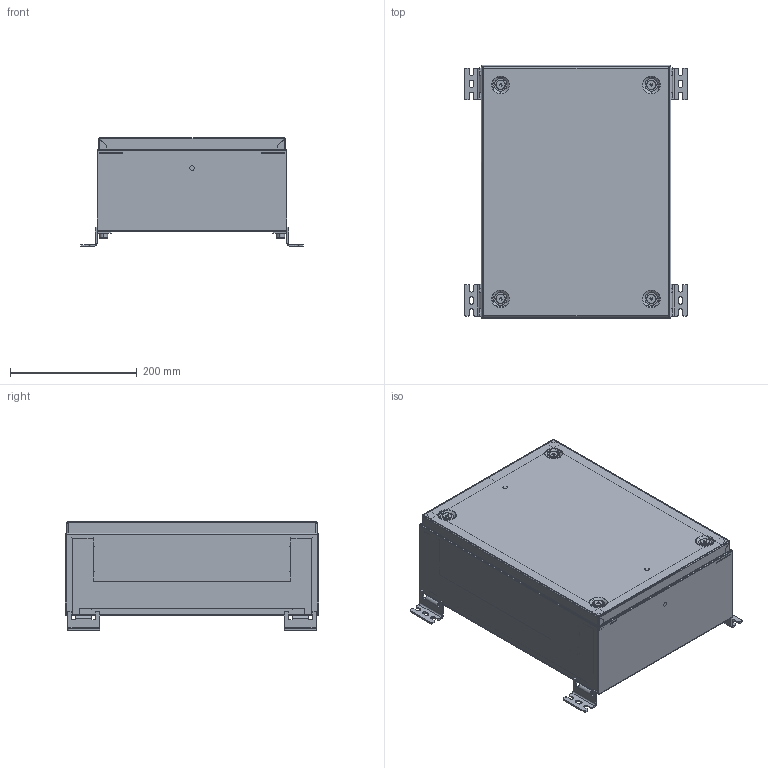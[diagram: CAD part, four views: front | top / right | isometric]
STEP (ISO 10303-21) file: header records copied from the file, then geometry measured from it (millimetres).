
FILE_DESCRIPTION (( 'STEP AP214' ), '1' );
FILE_NAME ('ÊÒ.313.415 Êëåììíàÿ êîðîáêà W300H400D150.STEP', '2024-04-25T04:14:22', ( '' ), ( '' ), 'SwSTEP 2.0', 'SolidWorks 2021', '' );
FILE_SCHEMA (( 'AUTOMOTIVE_DESIGN' ));
Length unit declared in the file: millimetre
Products named in the file (15): ÊÒ.313.415.10.03 Ðàìà ìîíòàæíîé ïàíåëè; Øïèëüêà ïðèâàðíàÿ Ì6õ16; 471.100 Íàñòåííîå êðåïëåíèå; ÊÒ.313.415 Êëåììíàÿ êîðîáêà W300H400D150; 室.313.415.10.02 署赅 蚜 W300D150.SLDPRT; Çàêëåïêà ðåçüáîâàÿ Ì8 øåñòèãðàííàÿ ñ óìåíüøåííûì áîðòîì; 妈眚 DIN 912-󋔊0-Zn; ÊÒ.313.415 ÑÁ Êàðêàñ øêàôà; Ãàñêåòèíã W300H400; Çàêëåïêà ðåçüáîâàÿ Ì6 øåñòèãðàííàÿ ñ óìåíüøåííûì áîðòîì; ÊÒ.313.415.20.00 Êðûøêà ïåðåäíÿÿ ÑÁ; Âèíò Ì6õ25 ìåáåëüíûé; ÊÒ.313.415.20.01 Êðûøêà äâåðíàÿ W300H400; ÊÒ.313.415.10.01 Êîðïóñ øêàôà W300H400D150; 室.313.415.10.02 署赅 W300D150
Assembly tree (33 placements, depth 4):
  ÊÒ.313.415 Êëåììíàÿ êîðîáêà W300H400D150
    ÊÒ.313.415 ÑÁ Êàðêàñ øêàôà
      ÊÒ.313.415.10.01 Êîðïóñ øêàôà W300H400D150
      室.313.415.10.02 署赅 蚜 W300D150.SLDPRT  x2
        室.313.415.10.02 署赅 W300D150
        Øïèëüêà ïðèâàðíàÿ Ì6õ16
      ÊÒ.313.415.10.03 Ðàìà ìîíòàæíîé ïàíåëè  x2
    ÊÒ.313.415.20.00 Êðûøêà ïåðåäíÿÿ ÑÁ
      ÊÒ.313.415.20.01 Êðûøêà äâåðíàÿ W300H400
      Ãàñêåòèíã W300H400
      Øïèëüêà ïðèâàðíàÿ Ì6õ16  x2
    Çàêëåïêà ðåçüáîâàÿ Ì8 øåñòèãðàííàÿ ñ óìåíüøåííûì áîðòîì  x4
    471.100 Íàñòåííîå êðåïëåíèå  x4
    妈眚 DIN 912-󋔊0-Zn  x4
    Âèíò Ì6õ25 ìåáåëüíûé  x4
    Çàêëåïêà ðåçüáîâàÿ Ì6 øåñòèãðàííàÿ ñ óìåíüøåííûì áîðòîì  x4
Bounding box: 352 x 400 x 171.6 mm (x, y, z)
Volume: 731375.2 mm3; surface area: 1184150.3 mm2
Topology: 31 solids, 31 shells, 1658 faces, 4208 edges, 2630 vertices
Faces by surface type: cylinder 757, plane 717, cone 128, bspline 28, torus 28
Entity records: 27175 total; most frequent: CARTESIAN_POINT 10916, ORIENTED_EDGE 3290, DIRECTION 3216, EDGE_CURVE 1645, AXIS2_PLACEMENT_3D 1113, VERTEX_POINT 1024, LINE 990, VECTOR 990
